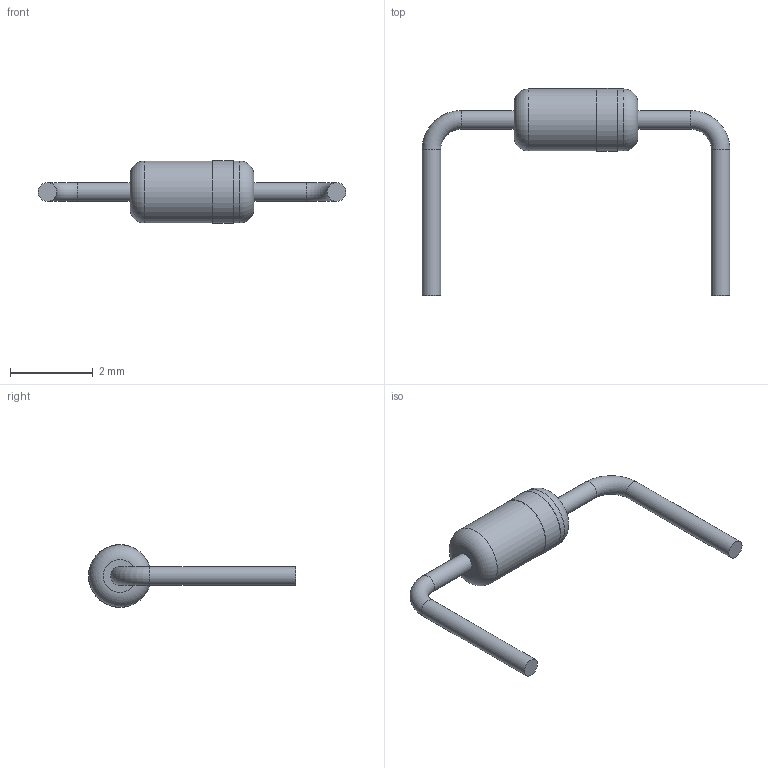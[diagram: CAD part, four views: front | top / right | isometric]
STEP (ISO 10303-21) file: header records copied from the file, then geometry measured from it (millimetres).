
FILE_DESCRIPTION(/* description */ (''),/* implementation_level */ '2;1');
FILE_NAME(/* name */ 'DO35_7mm-pitch.step',/* time_stamp */ '2019-02-21T16:57:58-08:00',/* author */ (''),/* organization */ (''),/* preprocessor_version */ 'ST-DEVELOPER v17.2',/* originating_system */ 'Autodesk Translation Framework v7.6.0.251',/* authorisation */ '');
FILE_SCHEMA (('AUTOMOTIVE_DESIGN { 1 0 10303 214 3 1 1 }'));
Length unit declared in the file: millimetre
Products named in the file (1): do35-h_p7_d1-5_l3
Bounding box: 7.45 x 5.01 x 1.52 mm (x, y, z)
Volume: 7 mm3; surface area: 33.1 mm2
Topology: 1 solids, 1 shells, 17 faces, 46 edges, 35 vertices
Faces by surface type: cylinder 7, plane 6, torus 4
Full cylindrical faces by diameter (mm): 0.45 x4, 1.5 x2, 1.52 x1
Entity records: 639 total; most frequent: DIRECTION 121, CARTESIAN_POINT 99, ORIENTED_EDGE 92, AXIS2_PLACEMENT_3D 57, EDGE_CURVE 46, CIRCLE 39, VERTEX_POINT 35, EDGE_LOOP 21
